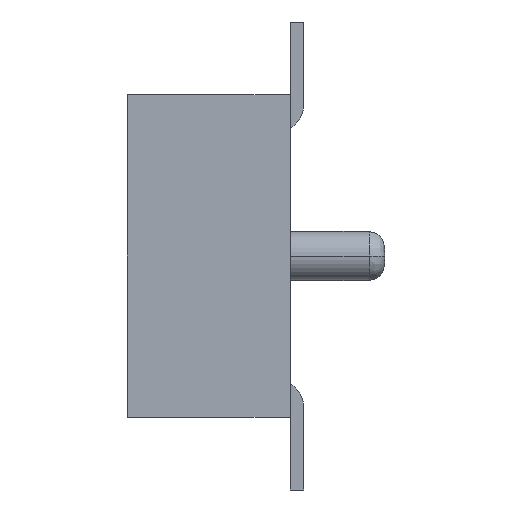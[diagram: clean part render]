
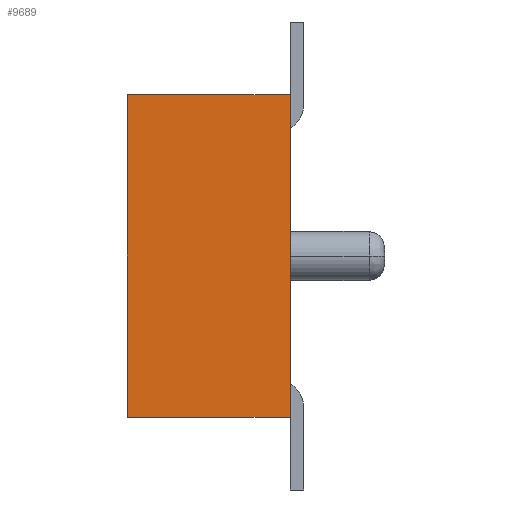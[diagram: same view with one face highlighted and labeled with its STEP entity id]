
A CAD part, left-side view. The second image highlights one B-rep face of the part: STEP entity #9689.
In plain terms, the highlighted planar face has unit normal (-1, 0, 0).
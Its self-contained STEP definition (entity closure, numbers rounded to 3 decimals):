
#13=DIRECTION('',(0.,1.,0.));
#14=VECTOR('',#13,2.12);
#15=CARTESIAN_POINT('',(-1.,-2.12,-2.1));
#16=LINE('',#15,#14);
#21=DIRECTION('',(0.,0.,1.));
#22=VECTOR('',#21,4.2);
#23=CARTESIAN_POINT('',(-1.,0.,-2.1));
#24=LINE('',#23,#22);
#28=DIRECTION('',(0.,-1.,0.));
#29=VECTOR('',#28,2.12);
#30=CARTESIAN_POINT('',(-1.,0.,2.1));
#31=LINE('',#30,#29);
#42=DIRECTION('',(0.,0.,1.));
#43=VECTOR('',#42,4.2);
#44=CARTESIAN_POINT('',(-1.,-2.12,-2.1));
#45=LINE('',#44,#43);
#8178=CARTESIAN_POINT('',(-1.,0.,2.1));
#8179=CARTESIAN_POINT('',(-1.,-2.12,2.1));
#8180=VERTEX_POINT('',#8178);
#8181=VERTEX_POINT('',#8179);
#8182=CARTESIAN_POINT('',(-1.,-2.12,-2.1));
#8183=CARTESIAN_POINT('',(-1.,0.,-2.1));
#8184=VERTEX_POINT('',#8182);
#8185=VERTEX_POINT('',#8183);
#9674=CARTESIAN_POINT('',(-1.,0.,0.));
#9675=DIRECTION('',(1.,0.,0.));
#9676=DIRECTION('',(0.,0.,-1.));
#9677=AXIS2_PLACEMENT_3D('',#9674,#9675,#9676);
#9678=PLANE('',#9677);
#9680=ORIENTED_EDGE('',*,*,#9679,.F.);
#9682=ORIENTED_EDGE('',*,*,#9681,.T.);
#9684=ORIENTED_EDGE('',*,*,#9683,.T.);
#9686=ORIENTED_EDGE('',*,*,#9685,.T.);
#9687=EDGE_LOOP('',(#9680,#9682,#9684,#9686));
#9688=FACE_OUTER_BOUND('',#9687,.F.);
#9689=ADVANCED_FACE('',(#9688),#9678,.F.);
#9679=EDGE_CURVE('',#8184,#8181,#45,.T.);
#9681=EDGE_CURVE('',#8184,#8185,#16,.T.);
#9683=EDGE_CURVE('',#8185,#8180,#24,.T.);
#9685=EDGE_CURVE('',#8180,#8181,#31,.T.);
